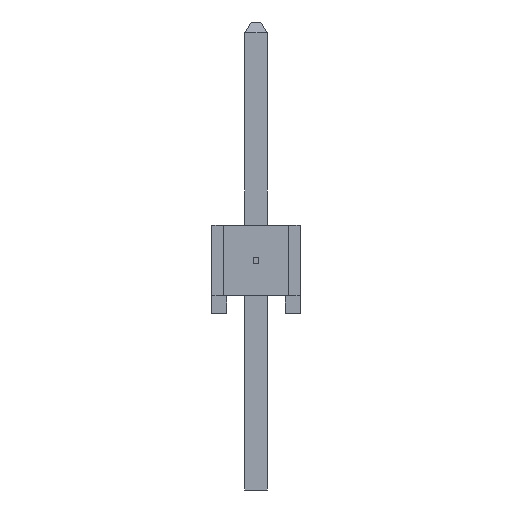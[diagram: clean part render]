
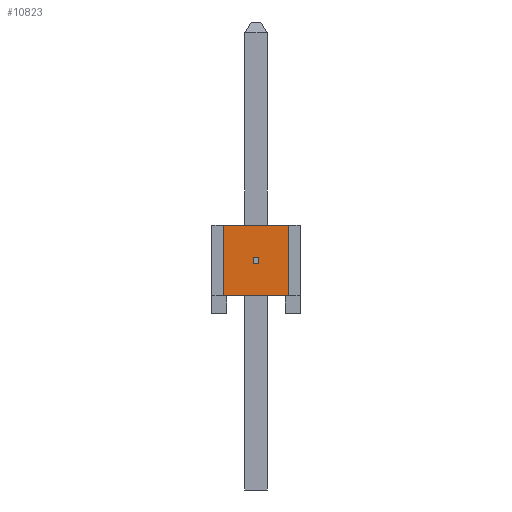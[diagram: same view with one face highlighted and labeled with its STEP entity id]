
A CAD part, left-side view. The second image highlights one B-rep face of the part: STEP entity #10823.
In plain terms, the highlighted planar face has unit normal (-1, 0, 0).
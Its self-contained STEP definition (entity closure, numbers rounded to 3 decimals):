
#15=FACE_BOUND('',#1073,.T.);
#425=FACE_OUTER_BOUND('',#1072,.T.);
#1072=EDGE_LOOP('',(#8059,#8060,#8061,#8062));
#1073=EDGE_LOOP('',(#8063,#8064,#8065,#8066));
#1970=LINE('',#15822,#3466);
#2001=LINE('',#15885,#3497);
#2005=LINE('',#15894,#3501);
#2010=LINE('',#15902,#3506);
#2012=LINE('',#15906,#3508);
#2023=LINE('',#15928,#3519);
#2024=LINE('',#15931,#3520);
#2025=LINE('',#15932,#3521);
#3466=VECTOR('',#12953,1.88);
#3497=VECTOR('',#13008,0.172);
#3501=VECTOR('',#13014,0.172);
#3506=VECTOR('',#13021,0.179);
#3508=VECTOR('',#13027,0.179);
#3519=VECTOR('',#13048,2.032);
#3520=VECTOR('',#13051,1.88);
#3521=VECTOR('',#13052,2.032);
#4767=VERTEX_POINT('',#15819);
#4768=VERTEX_POINT('',#15821);
#4787=VERTEX_POINT('',#15883);
#4788=VERTEX_POINT('',#15884);
#4791=VERTEX_POINT('',#15892);
#4792=VERTEX_POINT('',#15893);
#4800=VERTEX_POINT('',#15926);
#4801=VERTEX_POINT('',#15930);
#5938=EDGE_CURVE('',#4767,#4768,#1970,.T.);
#5969=EDGE_CURVE('',#4787,#4788,#2001,.T.);
#5973=EDGE_CURVE('',#4791,#4792,#2005,.T.);
#5978=EDGE_CURVE('',#4788,#4791,#2010,.T.);
#5980=EDGE_CURVE('',#4792,#4787,#2012,.T.);
#5991=EDGE_CURVE('',#4800,#4768,#2023,.T.);
#5992=EDGE_CURVE('',#4801,#4800,#2024,.T.);
#5993=EDGE_CURVE('',#4801,#4767,#2025,.T.);
#8059=ORIENTED_EDGE('',*,*,#5992,.T.);
#8060=ORIENTED_EDGE('',*,*,#5991,.T.);
#8061=ORIENTED_EDGE('',*,*,#5938,.F.);
#8062=ORIENTED_EDGE('',*,*,#5993,.F.);
#8063=ORIENTED_EDGE('',*,*,#5973,.T.);
#8064=ORIENTED_EDGE('',*,*,#5980,.T.);
#8065=ORIENTED_EDGE('',*,*,#5969,.T.);
#8066=ORIENTED_EDGE('',*,*,#5978,.T.);
#10176=PLANE('',#11534);
#10823=ADVANCED_FACE('',(#425,#15),#10176,.T.);
#11534=AXIS2_PLACEMENT_3D('',#15929,#13049,#13050);
#12953=DIRECTION('',(0.,1.,0.));
#13008=DIRECTION('',(0.,1.,0.));
#13014=DIRECTION('',(0.,-1.,0.));
#13021=DIRECTION('',(0.,0.,1.));
#13027=DIRECTION('',(0.,0.,-1.));
#13048=DIRECTION('',(0.,0.,-1.));
#13049=DIRECTION('center_axis',(-1.,0.,0.));
#13050=DIRECTION('ref_axis',(0.,1.,0.));
#13051=DIRECTION('',(0.,1.,0.));
#13052=DIRECTION('',(0.,0.,-1.));
#15819=CARTESIAN_POINT('',(-1.067,-0.94,0.508));
#15821=CARTESIAN_POINT('',(-1.067,0.94,0.508));
#15822=CARTESIAN_POINT('',(-1.067,-0.94,0.508));
#15883=CARTESIAN_POINT('',(-1.067,-0.086,1.434));
#15884=CARTESIAN_POINT('',(-1.067,0.086,1.434));
#15885=CARTESIAN_POINT('',(-1.067,-0.47,1.434));
#15892=CARTESIAN_POINT('',(-1.067,0.086,1.614));
#15893=CARTESIAN_POINT('',(-1.067,-0.086,1.614));
#15894=CARTESIAN_POINT('',(-1.067,-0.47,1.614));
#15902=CARTESIAN_POINT('',(-1.067,0.086,2.032));
#15906=CARTESIAN_POINT('',(-1.067,-0.086,2.032));
#15926=CARTESIAN_POINT('',(-1.067,0.94,2.54));
#15928=CARTESIAN_POINT('',(-1.067,0.94,2.54));
#15929=CARTESIAN_POINT('Origin',(-1.067,-0.94,2.54));
#15930=CARTESIAN_POINT('',(-1.067,-0.94,2.54));
#15931=CARTESIAN_POINT('',(-1.067,-0.94,2.54));
#15932=CARTESIAN_POINT('',(-1.067,-0.94,2.54));
